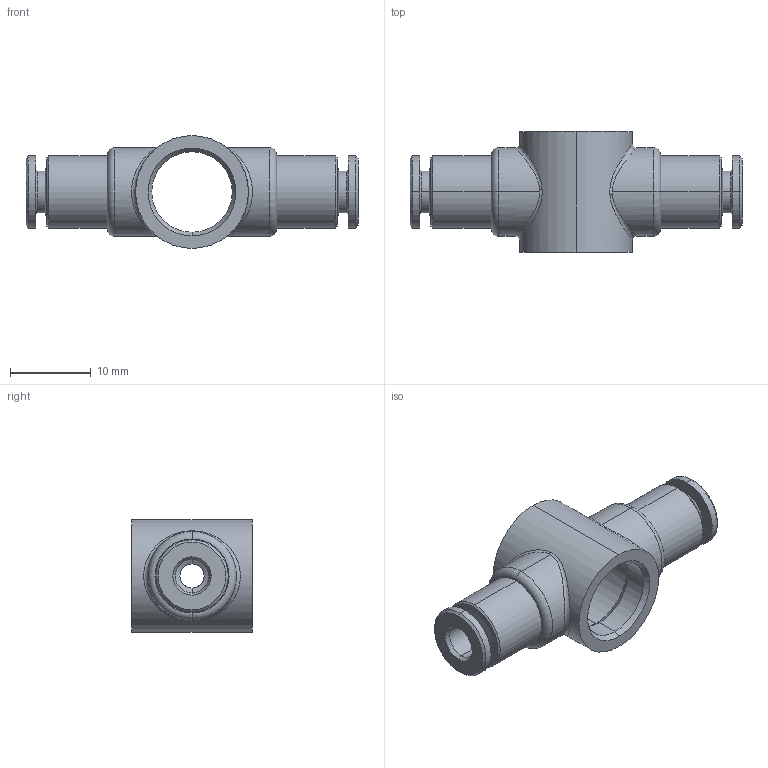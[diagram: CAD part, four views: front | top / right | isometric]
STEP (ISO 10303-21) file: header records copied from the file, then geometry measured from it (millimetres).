
FILE_DESCRIPTION (( 'STEP AP203' ), '1' );
FILE_NAME ('A0260011.STEP', '2009-12-11T14:00:18', ( '' ), ( 'sopra-pneumatic' ), 'SwSTEP 2.0', 'SolidWorks 2009', '' );
FILE_SCHEMA (( 'CONFIG_CONTROL_DESIGN' ));
Length unit declared in the file: millimetre
Products named in the file (1): A0260011
Bounding box: 41.2 x 15 x 14 mm (x, y, z)
Volume: 2556.3 mm3; surface area: 2594.3 mm2
Topology: 1 solids, 1 shells, 82 faces, 172 edges, 100 vertices
Faces by surface type: cone 32, cylinder 32, plane 10, torus 4, bspline 4
Entity records: 4429 total; most frequent: CARTESIAN_POINT 2563, DIRECTION 406, ORIENTED_EDGE 344, EDGE_CURVE 172, AXIS2_PLACEMENT_3D 171, VERTEX_POINT 100, EDGE_LOOP 96, CIRCLE 92
